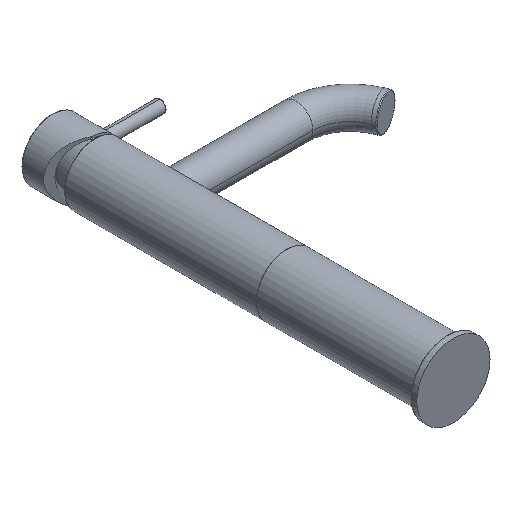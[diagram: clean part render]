
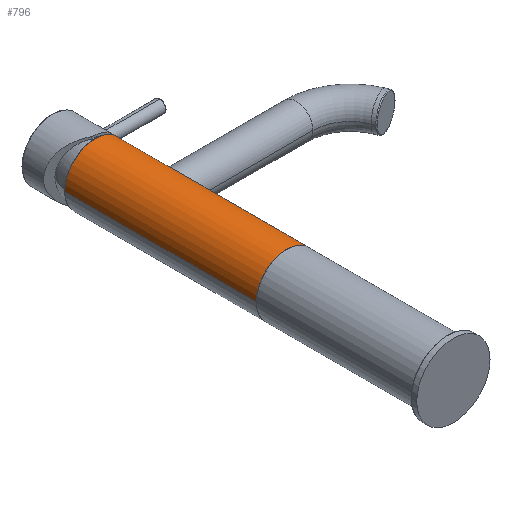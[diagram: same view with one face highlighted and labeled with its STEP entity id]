
A CAD part, isometric view. The second image highlights one B-rep face of the part: STEP entity #796.
In plain terms, the highlighted cylindrical face has radius 20 mm (diameter 40 mm), a partial arc.
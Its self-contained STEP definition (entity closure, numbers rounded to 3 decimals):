
#288=CARTESIAN_POINT('',(0.,109.2,0.));
#289=DIRECTION('',(0.,-1.,0.));
#290=DIRECTION('',(1.,0.,0.));
#291=AXIS2_PLACEMENT_3D('',#288,#289,#290);
#293=DIRECTION('',(0.,1.,0.));
#294=VECTOR('',#293,125.5);
#295=CARTESIAN_POINT('',(-20.,109.2,0.));
#296=LINE('',#295,#294);
#297=CARTESIAN_POINT('',(0.,234.7,0.));
#298=DIRECTION('',(0.,1.,0.));
#299=DIRECTION('',(-1.,0.,0.));
#300=AXIS2_PLACEMENT_3D('',#297,#298,#299);
#302=CARTESIAN_POINT('',(20.,210.,0.));
#303=CARTESIAN_POINT('',(20.,210.,0.734));
#304=CARTESIAN_POINT('',(19.92,209.856,2.171));
#305=CARTESIAN_POINT('',(19.58,209.224,4.242));
#306=CARTESIAN_POINT('',(19.073,208.227,6.11));
#307=CARTESIAN_POINT('',(18.464,206.906,7.744));
#308=CARTESIAN_POINT('',(17.825,205.293,9.104));
#309=CARTESIAN_POINT('',(17.243,203.423,10.15));
#310=CARTESIAN_POINT('',(16.815,201.311,10.832));
#311=CARTESIAN_POINT('',(16.652,199.069,11.076));
#312=CARTESIAN_POINT('',(16.797,196.832,10.861));
#313=CARTESIAN_POINT('',(17.206,194.72,10.211));
#314=CARTESIAN_POINT('',(17.784,192.821,9.184));
#315=CARTESIAN_POINT('',(18.429,191.174,7.827));
#316=CARTESIAN_POINT('',(19.051,189.819,6.183));
#317=CARTESIAN_POINT('',(19.569,188.797,4.298));
#318=CARTESIAN_POINT('',(19.918,188.148,2.2));
#319=CARTESIAN_POINT('',(20.,188.,0.744));
#320=CARTESIAN_POINT('',(20.,188.,0.));
#327=DIRECTION('',(0.,1.,0.));
#328=VECTOR('',#327,78.8);
#329=CARTESIAN_POINT('',(20.,109.2,0.));
#330=LINE('',#329,#328);
#331=CARTESIAN_POINT('',(20.,188.,0.));
#349=CARTESIAN_POINT('',(20.,210.,0.));
#351=DIRECTION('',(0.,1.,0.));
#352=VECTOR('',#351,24.7);
#353=CARTESIAN_POINT('',(20.,210.,0.));
#354=LINE('',#353,#352);
#609=VERTEX_POINT('',#331);
#610=VERTEX_POINT('',#349);
#645=CARTESIAN_POINT('',(-20.,234.7,0.));
#646=CARTESIAN_POINT('',(20.,234.7,0.));
#647=VERTEX_POINT('',#645);
#648=VERTEX_POINT('',#646);
#663=CARTESIAN_POINT('',(-20.,109.2,0.));
#664=CARTESIAN_POINT('',(20.,109.2,0.));
#665=VERTEX_POINT('',#663);
#666=VERTEX_POINT('',#664);
#778=CARTESIAN_POINT('',(0.,4.,0.));
#779=DIRECTION('',(0.,1.,0.));
#780=DIRECTION('',(1.,0.,0.));
#781=AXIS2_PLACEMENT_3D('',#778,#779,#780);
#782=CYLINDRICAL_SURFACE('',#781,20.);
#784=ORIENTED_EDGE('',*,*,#783,.T.);
#786=ORIENTED_EDGE('',*,*,#785,.T.);
#788=ORIENTED_EDGE('',*,*,#787,.T.);
#790=ORIENTED_EDGE('',*,*,#789,.F.);
#791=ORIENTED_EDGE('',*,*,#768,.T.);
#793=ORIENTED_EDGE('',*,*,#792,.F.);
#794=EDGE_LOOP('',(#784,#786,#788,#790,#791,#793));
#795=FACE_OUTER_BOUND('',#794,.F.);
#796=ADVANCED_FACE('',(#795),#782,.T.);
#292=CIRCLE('',#291,20.);
#301=CIRCLE('',#300,20.);
#321=B_SPLINE_CURVE_WITH_KNOTS('',3,(#302,#303,#304,#305,#306,#307,#308,#309,
#310,#311,#312,#313,#314,#315,#316,#317,#318,#319,#320),.UNSPECIFIED.,.F.,.F.,
(4,1,1,1,1,1,1,1,1,1,1,1,1,1,1,1,4),(0.,0.063,0.125,0.188,0.25,
0.313,0.375,0.438,0.5,0.563,0.625,0.688,0.75,0.813,
0.875,0.938,1.),.UNSPECIFIED.);
#768=EDGE_CURVE('',#610,#609,#321,.T.);
#783=EDGE_CURVE('',#666,#665,#292,.T.);
#785=EDGE_CURVE('',#665,#647,#296,.T.);
#787=EDGE_CURVE('',#647,#648,#301,.T.);
#789=EDGE_CURVE('',#610,#648,#354,.T.);
#792=EDGE_CURVE('',#666,#609,#330,.T.);
